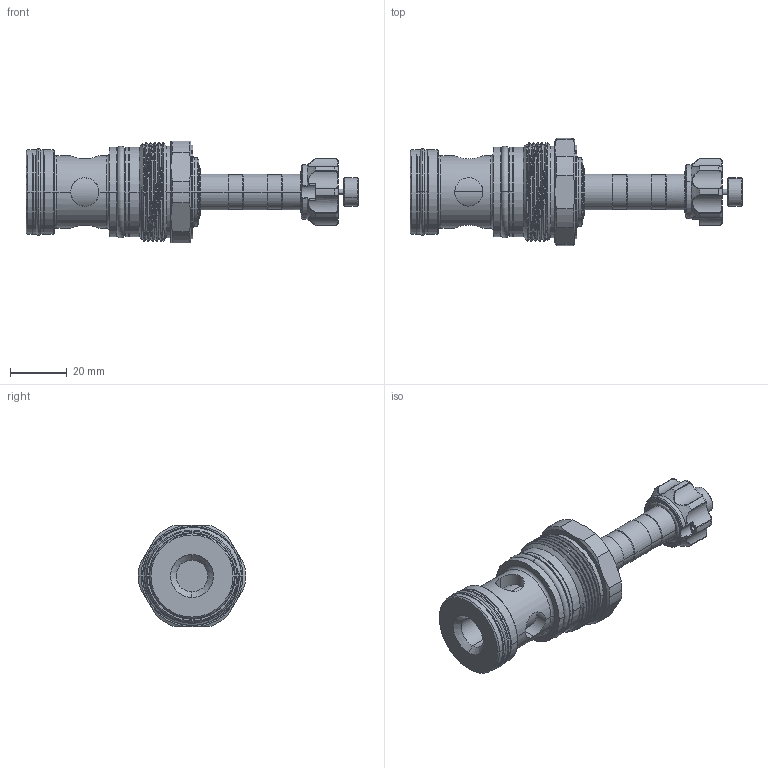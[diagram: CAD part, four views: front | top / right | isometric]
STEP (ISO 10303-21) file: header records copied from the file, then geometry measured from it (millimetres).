
FILE_DESCRIPTION (( 'STEP AP203' ), '1' );
FILE_NAME ('EP35MV2A09P05.STEP', '2020-04-16T03:23:18', ( '' ), ( '' ), 'SwSTEP 2.0', 'SolidWorks 2018', '' );
FILE_SCHEMA (( 'CONFIG_CONTROL_DESIGN' ));
Length unit declared in the file: millimetre
Products named in the file (1): EP35MV2A09P05
Bounding box: 117.35 x 37.9 x 36 mm (x, y, z)
Volume: 50814.2 mm3; surface area: 16219.5 mm2
Topology: 5 solids, 5 shells, 320 faces, 742 edges, 450 vertices
Faces by surface type: cylinder 141, cone 57, torus 47, bspline 38, plane 37
Entity records: 15182 total; most frequent: CARTESIAN_POINT 8090, ORIENTED_EDGE 1480, DIRECTION 1477, EDGE_CURVE 740, AXIS2_PLACEMENT_3D 642, VERTEX_POINT 450, CIRCLE 359, EDGE_LOOP 350
